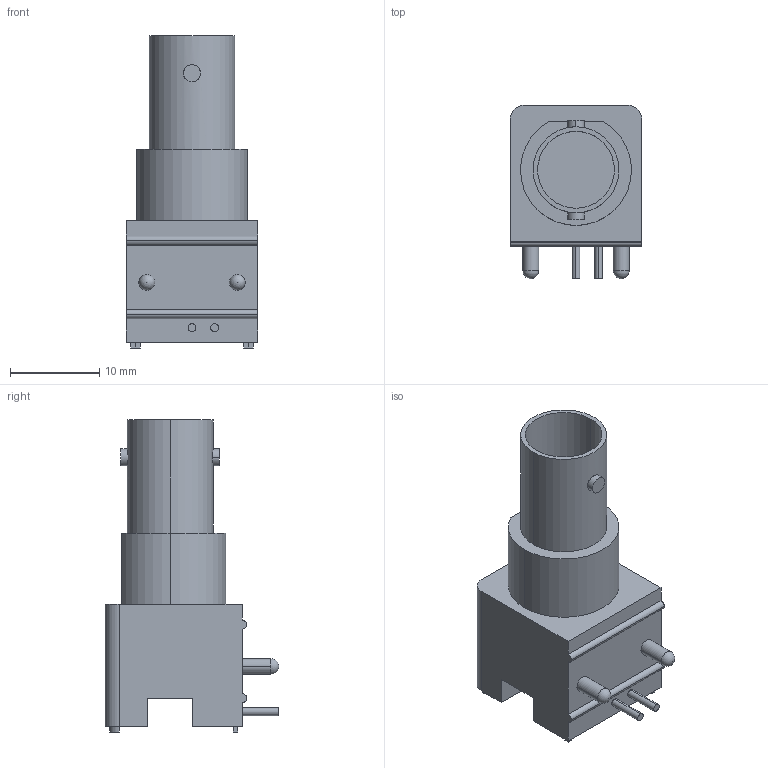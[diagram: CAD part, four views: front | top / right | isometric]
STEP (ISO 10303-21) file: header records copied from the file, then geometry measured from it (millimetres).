
FILE_DESCRIPTION (( 'STEP AP214' ), '1' );
FILE_NAME ('User Library-BNC_AMP_227161-2.STEP', '2018-02-24T09:34:17', ( '' ), ( '' ), 'SwSTEP 2.0', 'SolidWorks 2018', '' );
FILE_SCHEMA (( 'AUTOMOTIVE_DESIGN' ));
Length unit declared in the file: inch
Products named in the file (1): User Library-BNC_AMP_227161-2
Bounding box: 14.76 x 19.48 x 35.05 mm (x, y, z)
Volume: 3963.7 mm3; surface area: 2428.1 mm2
Topology: 1 solids, 1 shells, 73 faces, 178 edges, 118 vertices
Faces by surface type: plane 41, cylinder 30, sphere 2
Entity records: 2276 total; most frequent: CARTESIAN_POINT 432, DIRECTION 374, ORIENTED_EDGE 348, EDGE_CURVE 174, AXIS2_PLACEMENT_3D 130, VERTEX_POINT 116, LINE 114, VECTOR 114
